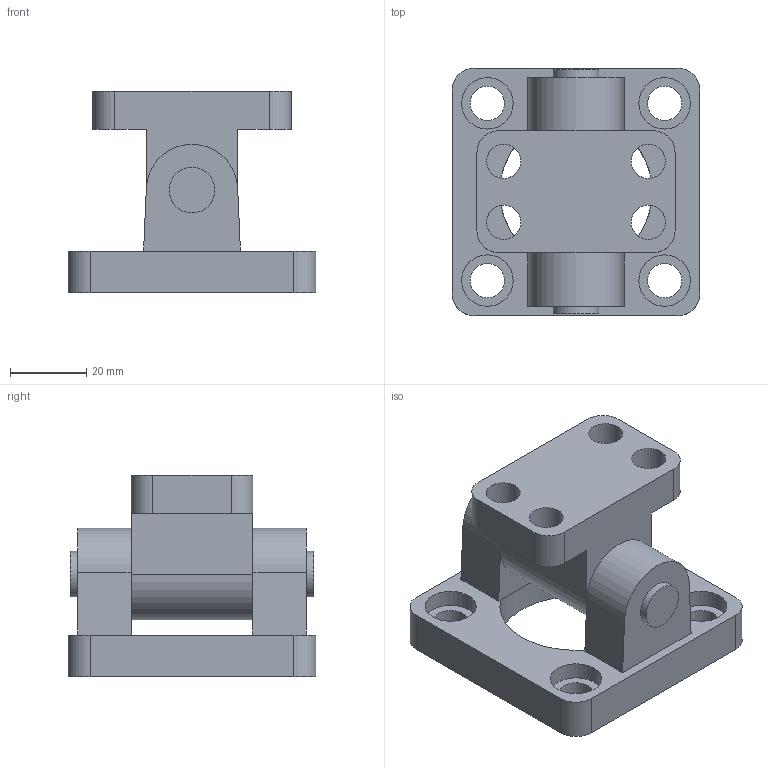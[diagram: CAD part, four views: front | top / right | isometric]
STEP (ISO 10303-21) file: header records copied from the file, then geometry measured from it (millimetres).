
FILE_DESCRIPTION((''),'2;1');
FILE_NAME('1380_50_10F.stp','2006-07-12T12:10:50',('rivolro1'),(''),'Autodesk Inventor 11','Autodesk Inventor 11','');
FILE_SCHEMA(('AUTOMOTIVE_DESIGN { 1 0 10303 214 1 1 1 1 }'));
Length unit declared in the file: millimetre
Products named in the file (3): 1380_50_10F; 1380_50_10F(B); 1380_50_09F
Assembly tree (2 placements, depth 2):
  1380_50_10F
    1380_50_10F(B)
    1380_50_09F
Bounding box: 65 x 65 x 53 mm (x, y, z)
Volume: 79309.5 mm3; surface area: 25260.5 mm2
Topology: 2 solids, 2 shells, 59 faces, 143 edges, 94 vertices
Faces by surface type: plane 25, cylinder 19, bspline 15
Full cylindrical faces by diameter (mm): 9 x4, 12 x4
Entity records: 1894 total; most frequent: CARTESIAN_POINT 453, DIRECTION 282, ORIENTED_EDGE 250, EDGE_CURVE 125, AXIS2_PLACEMENT_3D 108, EDGE_LOOP 104, VERTEX_POINT 93, VECTOR 66
